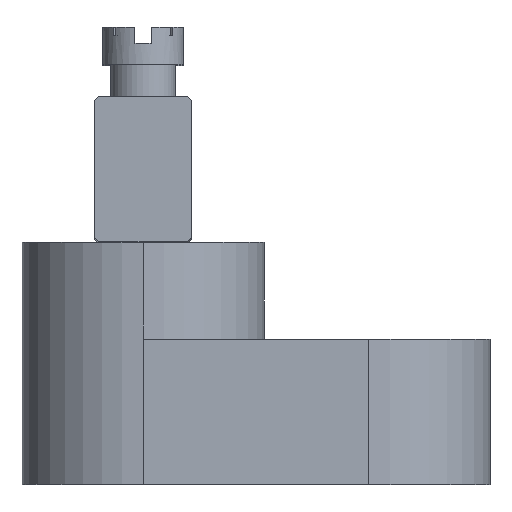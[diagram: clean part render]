
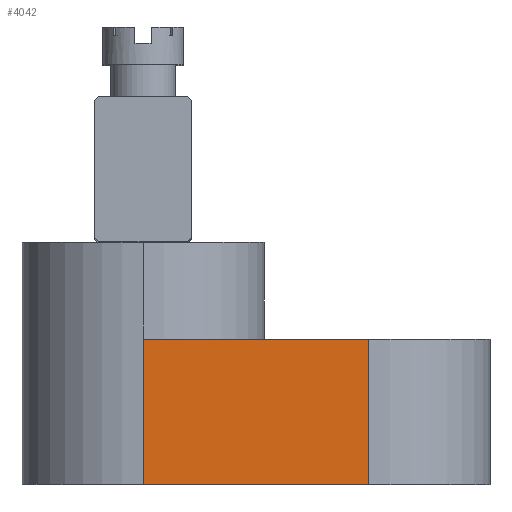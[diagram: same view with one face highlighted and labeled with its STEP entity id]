
A CAD part, top view. The second image highlights one B-rep face of the part: STEP entity #4042.
In plain terms, the highlighted planar face has unit normal (0, 0, 1).
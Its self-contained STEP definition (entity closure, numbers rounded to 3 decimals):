
#348 = EDGE_CURVE ( 'NONE', #1092, #3914, #407, .T. ) ;
#369 = ORIENTED_EDGE ( 'NONE', *, *, #3499, .T. ) ;
#391 = EDGE_LOOP ( 'NONE', ( #4296, #1343, #589, #369 ) ) ;
#407 = LINE ( 'NONE', #2979, #1007 ) ;
#424 = VECTOR ( 'NONE', #3058, 1000. ) ;
#428 = CARTESIAN_POINT ( 'NONE',  ( -7., 9., 7.5 ) ) ;
#589 = ORIENTED_EDGE ( 'NONE', *, *, #3504, .F. ) ;
#611 = DIRECTION ( 'NONE',  ( -1., 0., 0. ) ) ;
#644 = PLANE ( 'NONE',  #1667 ) ;
#658 = CARTESIAN_POINT ( 'NONE',  ( -14.5, 9., 7.5 ) ) ;
#779 = VECTOR ( 'NONE', #2924, 1000. ) ;
#1007 = VECTOR ( 'NONE', #2847, 1000. ) ;
#1092 = VERTEX_POINT ( 'NONE', #1591 ) ;
#1212 = CARTESIAN_POINT ( 'NONE',  ( 7., 9., 7.5 ) ) ;
#1343 = ORIENTED_EDGE ( 'NONE', *, *, #3363, .F. ) ;
#1591 = CARTESIAN_POINT ( 'NONE',  ( 7., 0., 7.5 ) ) ;
#1667 = AXIS2_PLACEMENT_3D ( 'NONE', #658, #4496, #611 ) ;
#2150 = LINE ( 'NONE', #2934, #779 ) ;
#2847 = DIRECTION ( 'NONE',  ( 0., 1., 0. ) ) ;
#2924 = DIRECTION ( 'NONE',  ( 0., 1., 0. ) ) ;
#2934 = CARTESIAN_POINT ( 'NONE',  ( -7., -10.607, 7.5 ) ) ;
#2944 = CARTESIAN_POINT ( 'NONE',  ( -14.5, 0., 7.5 ) ) ;
#2979 = CARTESIAN_POINT ( 'NONE',  ( 7., -10.607, 7.5 ) ) ;
#3058 = DIRECTION ( 'NONE',  ( 1., 0., 0. ) ) ;
#3260 = LINE ( 'NONE', #2944, #424 ) ;
#3321 = DIRECTION ( 'NONE',  ( 1., 0., 0. ) ) ;
#3343 = CARTESIAN_POINT ( 'NONE',  ( -14.5, 9., 7.5 ) ) ;
#3363 = EDGE_CURVE ( 'NONE', #4108, #3914, #4080, .T. ) ;
#3499 = EDGE_CURVE ( 'NONE', #4241, #1092, #3260, .T. ) ;
#3504 = EDGE_CURVE ( 'NONE', #4241, #4108, #2150, .T. ) ;
#3806 = CARTESIAN_POINT ( 'NONE',  ( -7., 0., 7.5 ) ) ;
#3914 = VERTEX_POINT ( 'NONE', #1212 ) ;
#4042 = ADVANCED_FACE ( 'NONE', ( #4501 ), #644, .F. ) ;
#4080 = LINE ( 'NONE', #3343, #4276 ) ;
#4108 = VERTEX_POINT ( 'NONE', #428 ) ;
#4241 = VERTEX_POINT ( 'NONE', #3806 ) ;
#4276 = VECTOR ( 'NONE', #3321, 1000. ) ;
#4296 = ORIENTED_EDGE ( 'NONE', *, *, #348, .T. ) ;
#4496 = DIRECTION ( 'NONE',  ( 0., 0., -1. ) ) ;
#4501 = FACE_OUTER_BOUND ( 'NONE', #391, .T. ) ;
